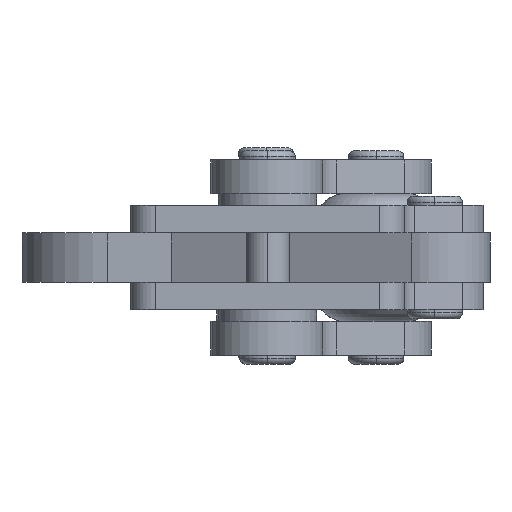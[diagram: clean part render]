
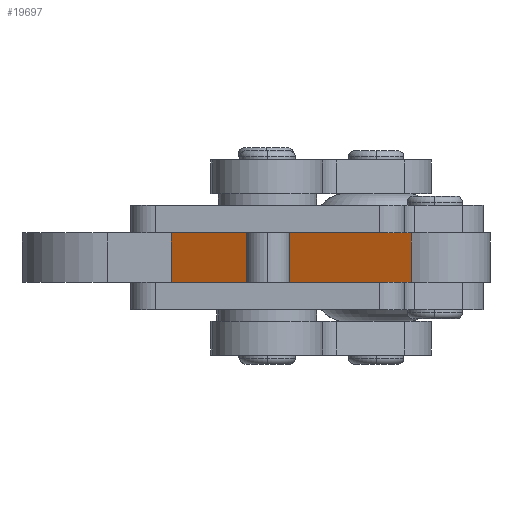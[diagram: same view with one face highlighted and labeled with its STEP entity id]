
A CAD part, front view. The second image highlights one B-rep face of the part: STEP entity #19697.
In plain terms, the highlighted planar face has unit normal (-0.423, -0.906, 0).
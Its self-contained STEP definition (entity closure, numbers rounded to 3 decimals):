
#255 = AXIS2_PLACEMENT_3D ( 'NONE', #12484, #12489, #12490 ) ;
#4013 = CARTESIAN_POINT ( 'NONE',  ( 34.446, -46.257, 4. ) ) ;
#8028 = FACE_OUTER_BOUND ( 'NONE', #9359, .T. ) ;
#9359 = EDGE_LOOP ( 'NONE', ( #11669, #11674, #11681, #11679 ) ) ;
#9752 = CARTESIAN_POINT ( 'NONE',  ( -4.705, -28., 4. ) ) ;
#9777 = CARTESIAN_POINT ( 'NONE',  ( 34.446, -46.257, -4. ) ) ;
#9792 = CARTESIAN_POINT ( 'NONE',  ( -4.705, -28., -4. ) ) ;
#11669 = ORIENTED_EDGE ( 'NONE', *, *, #18508, .T. ) ;
#11674 = ORIENTED_EDGE ( 'NONE', *, *, #18517, .F. ) ;
#11679 = ORIENTED_EDGE ( 'NONE', *, *, #18516, .T. ) ;
#11681 = ORIENTED_EDGE ( 'NONE', *, *, #18500, .F. ) ;
#12484 = CARTESIAN_POINT ( 'NONE',  ( -4.705, -28., 4. ) ) ;
#12486 = PLANE ( 'NONE',  #255 ) ;
#12489 = DIRECTION ( 'NONE',  ( 0.423, 0.906, 0. ) ) ;
#12490 = DIRECTION ( 'NONE',  ( -0.906, 0.423, 0. ) ) ;
#12798 = CARTESIAN_POINT ( 'NONE',  ( -4.705, -28., 4. ) ) ;
#12799 = DIRECTION ( 'NONE',  ( 0.906, -0.423, 0. ) ) ;
#12813 = DIRECTION ( 'NONE',  ( 0.906, -0.423, 0. ) ) ;
#12815 = CARTESIAN_POINT ( 'NONE',  ( -4.705, -28., -4. ) ) ;
#12835 = CARTESIAN_POINT ( 'NONE',  ( -4.705, -28., 4. ) ) ;
#12836 = DIRECTION ( 'NONE',  ( 0., 0., -1. ) ) ;
#12837 = CARTESIAN_POINT ( 'NONE',  ( 34.446, -46.257, 4. ) ) ;
#12838 = DIRECTION ( 'NONE',  ( 0., 0., -1. ) ) ;
#15416 = LINE ( 'NONE', #12798, #15421 ) ;
#15421 = VECTOR ( 'NONE', #12799, 1000. ) ;
#15438 = LINE ( 'NONE', #12815, #15447 ) ;
#15447 = VECTOR ( 'NONE', #12813, 1000. ) ;
#15465 = LINE ( 'NONE', #12835, #15468 ) ;
#15467 = LINE ( 'NONE', #12837, #15470 ) ;
#15468 = VECTOR ( 'NONE', #12836, 1000. ) ;
#15470 = VECTOR ( 'NONE', #12838, 1000. ) ;
#16926 = VERTEX_POINT ( 'NONE', #9752 ) ;
#16951 = VERTEX_POINT ( 'NONE', #9777 ) ;
#16966 = VERTEX_POINT ( 'NONE', #9792 ) ;
#17948 = VERTEX_POINT ( 'NONE', #4013 ) ;
#18500 = EDGE_CURVE ( 'NONE', #16926, #17948, #15416, .T. ) ;
#18508 = EDGE_CURVE ( 'NONE', #16966, #16951, #15438, .T. ) ;
#18516 = EDGE_CURVE ( 'NONE', #16926, #16966, #15465, .T. ) ;
#18517 = EDGE_CURVE ( 'NONE', #17948, #16951, #15467, .T. ) ;
#19697 = ADVANCED_FACE ( 'NONE', ( #8028 ), #12486, .F. ) ;
